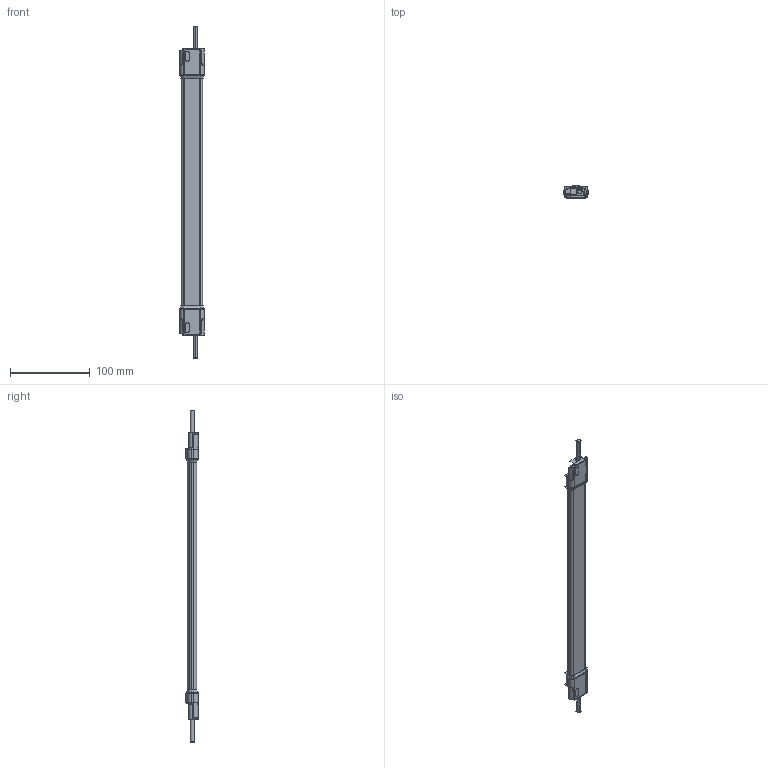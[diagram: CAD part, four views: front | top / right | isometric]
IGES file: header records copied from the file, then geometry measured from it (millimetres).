
Start section:  PTC IGES file: 197993_sm01.igs
Global section: file name: 197993_sm01.igs; native system: Creo Parametric by PTC Inc.; preprocessor: 2019292; author: PDMAdmin; organization: Unknown; date: 20220614.130256; units: millimetre
Bounding box: 30.6 x 15.57 x 417.12 mm (x, y, z)
Volume: 98298.8 mm3; surface area: 111563.4 mm2
Topology: 1 solids, 2 shells, 404 faces, 2018 edges, 2548 vertices
Faces by surface type: revolution 238, bspline 166
